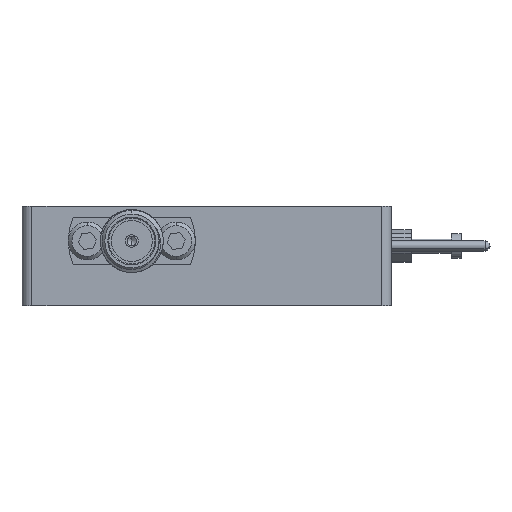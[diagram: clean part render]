
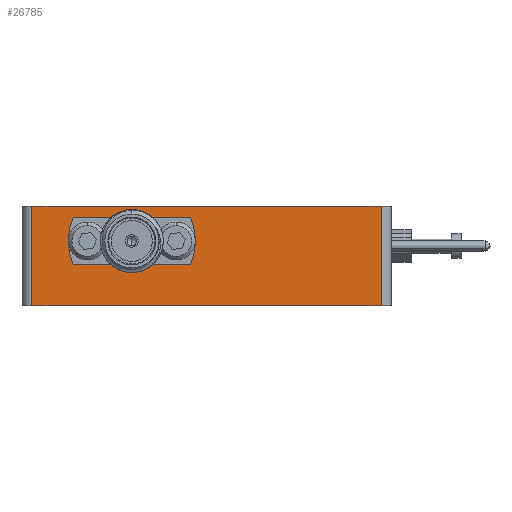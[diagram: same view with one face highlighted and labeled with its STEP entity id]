
A CAD part, left-side view. The second image highlights one B-rep face of the part: STEP entity #26785.
In plain terms, the highlighted planar face has unit normal (-1, 0, 0).
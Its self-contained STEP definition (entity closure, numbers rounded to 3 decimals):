
#315 = CARTESIAN_POINT ( 'NONE',  ( 95.16, -42.5, 10.01 ) ) ;
#1045 = FACE_BOUND ( 'NONE', #34495, .T. ) ;
#2775 = AXIS2_PLACEMENT_3D ( 'NONE', #66528, #11116, #60940 ) ;
#3913 = EDGE_CURVE ( 'NONE', #56778, #5403, #51044, .T. ) ;
#4032 = ORIENTED_EDGE ( 'NONE', *, *, #77339, .F. ) ;
#4261 = CARTESIAN_POINT ( 'NONE',  ( 95.16, -15.3, 4.11 ) ) ;
#4526 = DIRECTION ( 'NONE',  ( 0., -1., 0. ) ) ;
#5403 = VERTEX_POINT ( 'NONE', #12051 ) ;
#7091 = FACE_BOUND ( 'NONE', #15395, .T. ) ;
#7411 = CARTESIAN_POINT ( 'NONE',  ( 95.16, -318.641, 8.91 ) ) ;
#8092 = CIRCLE ( 'NONE', #14506, 1.092 ) ;
#8465 = DIRECTION ( 'NONE',  ( 0., 0., -1. ) ) ;
#8951 = ORIENTED_EDGE ( 'NONE', *, *, #77101, .F. ) ;
#9332 = DIRECTION ( 'NONE',  ( -1., 0., 0. ) ) ;
#10202 = DIRECTION ( 'NONE',  ( 0., -1., 0. ) ) ;
#10820 = ORIENTED_EDGE ( 'NONE', *, *, #70507, .F. ) ;
#11116 = DIRECTION ( 'NONE',  ( -1., 0., 0. ) ) ;
#12051 = CARTESIAN_POINT ( 'NONE',  ( 95.16, -14.5, 4.91 ) ) ;
#12195 = AXIS2_PLACEMENT_3D ( 'NONE', #45694, #15549, #40838 ) ;
#13533 = DIRECTION ( 'NONE',  ( -1., 0., 0. ) ) ;
#13904 = VECTOR ( 'NONE', #74406, 1000. ) ;
#14166 = VERTEX_POINT ( 'NONE', #73184 ) ;
#14506 = AXIS2_PLACEMENT_3D ( 'NONE', #34310, #65632, #10202 ) ;
#15001 = CARTESIAN_POINT ( 'NONE',  ( 95.16, -15.3, 8.11 ) ) ;
#15233 = CARTESIAN_POINT ( 'NONE',  ( 95.16, -20.5, 0.01 ) ) ;
#15395 = EDGE_LOOP ( 'NONE', ( #10820, #31993 ) ) ;
#15549 = DIRECTION ( 'NONE',  ( -1., 0., 0. ) ) ;
#16450 = ORIENTED_EDGE ( 'NONE', *, *, #61861, .F. ) ;
#17521 = EDGE_CURVE ( 'NONE', #14166, #56778, #69263, .T. ) ;
#17761 = VECTOR ( 'NONE', #8465, 1000. ) ;
#18456 = CIRCLE ( 'NONE', #32544, 1.092 ) ;
#18865 = EDGE_CURVE ( 'NONE', #51836, #74958, #29431, .T. ) ;
#19092 = VERTEX_POINT ( 'NONE', #52269 ) ;
#19201 = CARTESIAN_POINT ( 'NONE',  ( 95.16, -13.05, 5.418 ) ) ;
#19819 = VERTEX_POINT ( 'NONE', #68617 ) ;
#20083 = CARTESIAN_POINT ( 'NONE',  ( 95.16, -7.5, 10.01 ) ) ;
#20141 = EDGE_CURVE ( 'NONE', #36133, #74295, #31474, .T. ) ;
#22240 = DIRECTION ( 'NONE',  ( -1., 0., 0. ) ) ;
#22769 = CARTESIAN_POINT ( 'NONE',  ( 95.16, -42.5, 10.01 ) ) ;
#22957 = EDGE_CURVE ( 'NONE', #43744, #58349, #77788, .T. ) ;
#23367 = AXIS2_PLACEMENT_3D ( 'NONE', #68082, #61252, #24296 ) ;
#24146 = ORIENTED_EDGE ( 'NONE', *, *, #57152, .T. ) ;
#24209 = VECTOR ( 'NONE', #39747, 1000. ) ;
#24296 = DIRECTION ( 'NONE',  ( 0., -1., 0. ) ) ;
#25909 = VERTEX_POINT ( 'NONE', #78778 ) ;
#26534 = ORIENTED_EDGE ( 'NONE', *, *, #22957, .T. ) ;
#26785 = ADVANCED_FACE ( 'NONE', ( #51925, #7091, #74153, #1045 ), #70362, .T. ) ;
#27113 = VERTEX_POINT ( 'NONE', #69904 ) ;
#27814 = EDGE_CURVE ( 'NONE', #27113, #41431, #61800, .T. ) ;
#28008 = VECTOR ( 'NONE', #37579, 1000. ) ;
#28173 = CARTESIAN_POINT ( 'NONE',  ( 95.16, -21.95, 5.418 ) ) ;
#28398 = DIRECTION ( 'NONE',  ( 0., 1., 0. ) ) ;
#28530 = CARTESIAN_POINT ( 'NONE',  ( 95.16, -13.05, 6.51 ) ) ;
#29431 = LINE ( 'NONE', #61978, #68441 ) ;
#30402 = DIRECTION ( 'NONE',  ( 0., -1., 0. ) ) ;
#31474 = LINE ( 'NONE', #57501, #33897 ) ;
#31587 = DIRECTION ( 'NONE',  ( 0., 1., 0. ) ) ;
#31993 = ORIENTED_EDGE ( 'NONE', *, *, #60454, .F. ) ;
#32116 = AXIS2_PLACEMENT_3D ( 'NONE', #15001, #22240, #39505 ) ;
#32395 = VECTOR ( 'NONE', #28398, 1000. ) ;
#32529 = DIRECTION ( 'NONE',  ( 0., 0., -1. ) ) ;
#32544 = AXIS2_PLACEMENT_3D ( 'NONE', #55098, #54717, #4526 ) ;
#32619 = CARTESIAN_POINT ( 'NONE',  ( 95.16, -14.5, 8.11 ) ) ;
#33007 = CARTESIAN_POINT ( 'NONE',  ( 95.16, -7.5, 10.01 ) ) ;
#33897 = VECTOR ( 'NONE', #44676, 1000. ) ;
#34310 = CARTESIAN_POINT ( 'NONE',  ( 95.16, -21.95, 6.51 ) ) ;
#34495 = EDGE_LOOP ( 'NONE', ( #54537, #68380, #77096, #16450, #58978, #49238, #76488, #71958 ) ) ;
#35052 = AXIS2_PLACEMENT_3D ( 'NONE', #28530, #39391, #51440 ) ;
#36133 = VERTEX_POINT ( 'NONE', #37461 ) ;
#36668 = EDGE_CURVE ( 'NONE', #5403, #51836, #67007, .T. ) ;
#37461 = CARTESIAN_POINT ( 'NONE',  ( 95.16, -7.5, 0.01 ) ) ;
#37579 = DIRECTION ( 'NONE',  ( 0., 1., 0. ) ) ;
#38546 = LINE ( 'NONE', #20083, #47864 ) ;
#39298 = CIRCLE ( 'NONE', #52088, 0.8 ) ;
#39391 = DIRECTION ( 'NONE',  ( -1., 0., 0. ) ) ;
#39505 = DIRECTION ( 'NONE',  ( 0., -1., 0. ) ) ;
#39747 = DIRECTION ( 'NONE',  ( 0., 0., 1. ) ) ;
#40274 = ORIENTED_EDGE ( 'NONE', *, *, #50427, .F. ) ;
#40467 = CARTESIAN_POINT ( 'NONE',  ( 95.16, -42.5, 0.01 ) ) ;
#40838 = DIRECTION ( 'NONE',  ( 0., -1., 0. ) ) ;
#41431 = VERTEX_POINT ( 'NONE', #79345 ) ;
#42590 = EDGE_CURVE ( 'NONE', #25909, #27113, #64663, .T. ) ;
#43744 = VERTEX_POINT ( 'NONE', #315 ) ;
#44676 = DIRECTION ( 'NONE',  ( 0., -1., 0. ) ) ;
#44854 = VERTEX_POINT ( 'NONE', #19201 ) ;
#45503 = CIRCLE ( 'NONE', #12195, 1.092 ) ;
#45694 = CARTESIAN_POINT ( 'NONE',  ( 95.16, -21.95, 6.51 ) ) ;
#46637 = EDGE_LOOP ( 'NONE', ( #8951, #4032 ) ) ;
#47864 = VECTOR ( 'NONE', #32529, 1000. ) ;
#49238 = ORIENTED_EDGE ( 'NONE', *, *, #36668, .F. ) ;
#49540 = LINE ( 'NONE', #55136, #13904 ) ;
#49922 = DIRECTION ( 'NONE',  ( 0., -1., 0. ) ) ;
#50036 = EDGE_CURVE ( 'NONE', #41431, #14166, #55656, .T. ) ;
#50427 = EDGE_CURVE ( 'NONE', #43744, #74295, #49540, .T. ) ;
#51044 = LINE ( 'NONE', #75163, #17761 ) ;
#51397 = AXIS2_PLACEMENT_3D ( 'NONE', #64361, #9332, #31587 ) ;
#51440 = DIRECTION ( 'NONE',  ( 0., -1., 0. ) ) ;
#51836 = VERTEX_POINT ( 'NONE', #4261 ) ;
#51925 = FACE_OUTER_BOUND ( 'NONE', #70561, .T. ) ;
#52088 = AXIS2_PLACEMENT_3D ( 'NONE', #68571, #13533, #30402 ) ;
#52269 = CARTESIAN_POINT ( 'NONE',  ( 95.16, -21.95, 7.602 ) ) ;
#53666 = VERTEX_POINT ( 'NONE', #28173 ) ;
#54537 = ORIENTED_EDGE ( 'NONE', *, *, #50036, .F. ) ;
#54717 = DIRECTION ( 'NONE',  ( -1., 0., 0. ) ) ;
#55098 = CARTESIAN_POINT ( 'NONE',  ( 95.16, -13.05, 6.51 ) ) ;
#55136 = CARTESIAN_POINT ( 'NONE',  ( 95.16, -42.5, 10.01 ) ) ;
#55656 = LINE ( 'NONE', #7411, #28008 ) ;
#55804 = ORIENTED_EDGE ( 'NONE', *, *, #20141, .T. ) ;
#56778 = VERTEX_POINT ( 'NONE', #32619 ) ;
#57152 = EDGE_CURVE ( 'NONE', #58349, #36133, #38546, .T. ) ;
#57501 = CARTESIAN_POINT ( 'NONE',  ( 95.16, 92.66, 0.01 ) ) ;
#58349 = VERTEX_POINT ( 'NONE', #33007 ) ;
#58978 = ORIENTED_EDGE ( 'NONE', *, *, #18865, .F. ) ;
#60454 = EDGE_CURVE ( 'NONE', #53666, #19092, #45503, .T. ) ;
#60940 = DIRECTION ( 'NONE',  ( 0., -1., 0. ) ) ;
#61252 = DIRECTION ( 'NONE',  ( -1., 0., 0. ) ) ;
#61800 = CIRCLE ( 'NONE', #2775, 0.8 ) ;
#61861 = EDGE_CURVE ( 'NONE', #74958, #25909, #39298, .T. ) ;
#61978 = CARTESIAN_POINT ( 'NONE',  ( 95.16, -318.641, 4.11 ) ) ;
#64361 = CARTESIAN_POINT ( 'NONE',  ( 95.16, -42.5, 10.01 ) ) ;
#64588 = CIRCLE ( 'NONE', #35052, 1.092 ) ;
#64663 = LINE ( 'NONE', #15233, #24209 ) ;
#65632 = DIRECTION ( 'NONE',  ( -1., 0., 0. ) ) ;
#66528 = CARTESIAN_POINT ( 'NONE',  ( 95.16, -19.7, 8.11 ) ) ;
#67007 = CIRCLE ( 'NONE', #23367, 0.8 ) ;
#68082 = CARTESIAN_POINT ( 'NONE',  ( 95.16, -15.3, 4.91 ) ) ;
#68380 = ORIENTED_EDGE ( 'NONE', *, *, #27814, .F. ) ;
#68441 = VECTOR ( 'NONE', #49922, 1000. ) ;
#68571 = CARTESIAN_POINT ( 'NONE',  ( 95.16, -19.7, 4.91 ) ) ;
#68617 = CARTESIAN_POINT ( 'NONE',  ( 95.16, -13.05, 7.602 ) ) ;
#68819 = CARTESIAN_POINT ( 'NONE',  ( 95.16, -19.7, 4.11 ) ) ;
#69263 = CIRCLE ( 'NONE', #32116, 0.8 ) ;
#69904 = CARTESIAN_POINT ( 'NONE',  ( 95.16, -20.5, 8.11 ) ) ;
#70362 = PLANE ( 'NONE',  #51397 ) ;
#70507 = EDGE_CURVE ( 'NONE', #19092, #53666, #8092, .T. ) ;
#70561 = EDGE_LOOP ( 'NONE', ( #55804, #40274, #26534, #24146 ) ) ;
#71958 = ORIENTED_EDGE ( 'NONE', *, *, #17521, .F. ) ;
#73184 = CARTESIAN_POINT ( 'NONE',  ( 95.16, -15.3, 8.91 ) ) ;
#74153 = FACE_BOUND ( 'NONE', #46637, .T. ) ;
#74295 = VERTEX_POINT ( 'NONE', #40467 ) ;
#74406 = DIRECTION ( 'NONE',  ( 0., 0., -1. ) ) ;
#74958 = VERTEX_POINT ( 'NONE', #68819 ) ;
#75163 = CARTESIAN_POINT ( 'NONE',  ( 95.16, -14.5, 0.01 ) ) ;
#76488 = ORIENTED_EDGE ( 'NONE', *, *, #3913, .F. ) ;
#77096 = ORIENTED_EDGE ( 'NONE', *, *, #42590, .F. ) ;
#77101 = EDGE_CURVE ( 'NONE', #19819, #44854, #18456, .T. ) ;
#77339 = EDGE_CURVE ( 'NONE', #44854, #19819, #64588, .T. ) ;
#77788 = LINE ( 'NONE', #22769, #32395 ) ;
#78778 = CARTESIAN_POINT ( 'NONE',  ( 95.16, -20.5, 4.91 ) ) ;
#79345 = CARTESIAN_POINT ( 'NONE',  ( 95.16, -19.7, 8.91 ) ) ;
